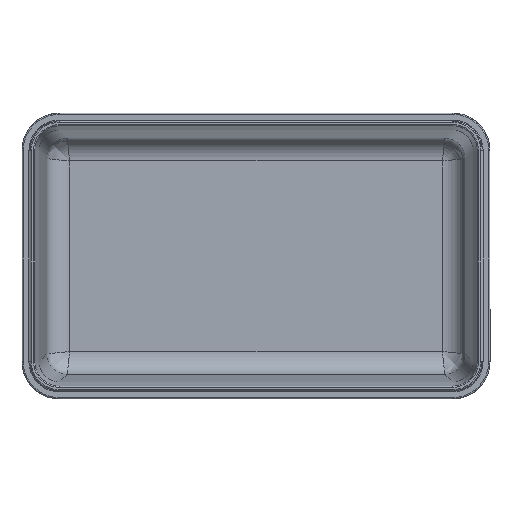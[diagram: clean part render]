
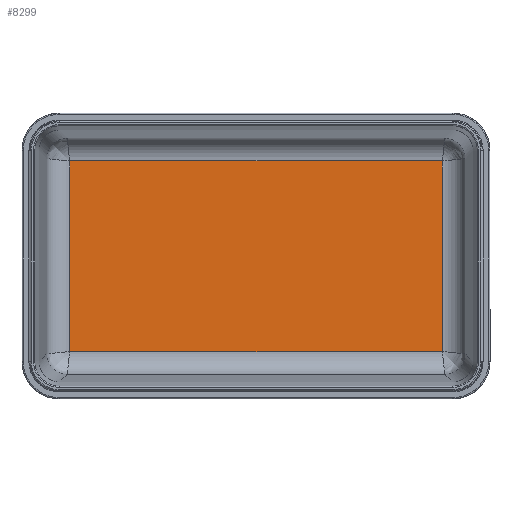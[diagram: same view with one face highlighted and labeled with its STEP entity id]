
A CAD part, top view. The second image highlights one B-rep face of the part: STEP entity #8299.
In plain terms, the highlighted planar face has unit normal (0, 0, 1).
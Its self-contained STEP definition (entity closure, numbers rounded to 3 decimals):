
#44 = EDGE_CURVE ( 'NONE', #3115, #8367, #5665, .T. ) ;
#152 = CARTESIAN_POINT ( 'NONE',  ( 0., 41.315, 2. ) ) ;
#415 = AXIS2_PLACEMENT_3D ( 'NONE', #6041, #3193, #8195 ) ;
#483 = LINE ( 'NONE', #7838, #6184 ) ;
#783 = ORIENTED_EDGE ( 'NONE', *, *, #44, .T. ) ;
#1184 = EDGE_CURVE ( 'NONE', #6025, #9158, #4504, .T. ) ;
#1488 = EDGE_CURVE ( 'NONE', #9158, #3115, #5511, .T. ) ;
#1578 = CARTESIAN_POINT ( 'NONE',  ( 80.815, 0., 2. ) ) ;
#2218 = DIRECTION ( 'NONE',  ( -1., 0., 0. ) ) ;
#2305 = EDGE_CURVE ( 'NONE', #8367, #6025, #483, .T. ) ;
#2484 = CARTESIAN_POINT ( 'NONE',  ( 80.815, -41.315, 2. ) ) ;
#3115 = VERTEX_POINT ( 'NONE', #7411 ) ;
#3193 = DIRECTION ( 'NONE',  ( 0., 0., 1. ) ) ;
#3479 = CARTESIAN_POINT ( 'NONE',  ( -80.815, 41.315, 2. ) ) ;
#3558 = DIRECTION ( 'NONE',  ( 0., -1., 0. ) ) ;
#3927 = CARTESIAN_POINT ( 'NONE',  ( 0., -41.315, 2. ) ) ;
#3989 = VECTOR ( 'NONE', #2218, 1000. ) ;
#4504 = LINE ( 'NONE', #3927, #6192 ) ;
#4936 = FACE_OUTER_BOUND ( 'NONE', #9173, .T. ) ;
#5511 = LINE ( 'NONE', #1578, #6988 ) ;
#5665 = LINE ( 'NONE', #152, #3989 ) ;
#6025 = VERTEX_POINT ( 'NONE', #6230 ) ;
#6041 = CARTESIAN_POINT ( 'NONE',  ( 0., 0., 2. ) ) ;
#6184 = VECTOR ( 'NONE', #3558, 1000. ) ;
#6192 = VECTOR ( 'NONE', #8940, 1000. ) ;
#6230 = CARTESIAN_POINT ( 'NONE',  ( -80.815, -41.315, 2. ) ) ;
#6988 = VECTOR ( 'NONE', #8012, 1000. ) ;
#7411 = CARTESIAN_POINT ( 'NONE',  ( 80.815, 41.315, 2. ) ) ;
#7481 = PLANE ( 'NONE',  #415 ) ;
#7838 = CARTESIAN_POINT ( 'NONE',  ( -80.815, 0., 2. ) ) ;
#7923 = ORIENTED_EDGE ( 'NONE', *, *, #2305, .T. ) ;
#8012 = DIRECTION ( 'NONE',  ( 0., 1., 0. ) ) ;
#8195 = DIRECTION ( 'NONE',  ( 1., 0., 0. ) ) ;
#8299 = ADVANCED_FACE ( 'NONE', ( #4936 ), #7481, .T. ) ;
#8367 = VERTEX_POINT ( 'NONE', #3479 ) ;
#8600 = ORIENTED_EDGE ( 'NONE', *, *, #1184, .T. ) ;
#8940 = DIRECTION ( 'NONE',  ( 1., 0., 0. ) ) ;
#9064 = ORIENTED_EDGE ( 'NONE', *, *, #1488, .T. ) ;
#9158 = VERTEX_POINT ( 'NONE', #2484 ) ;
#9173 = EDGE_LOOP ( 'NONE', ( #7923, #8600, #9064, #783 ) ) ;
